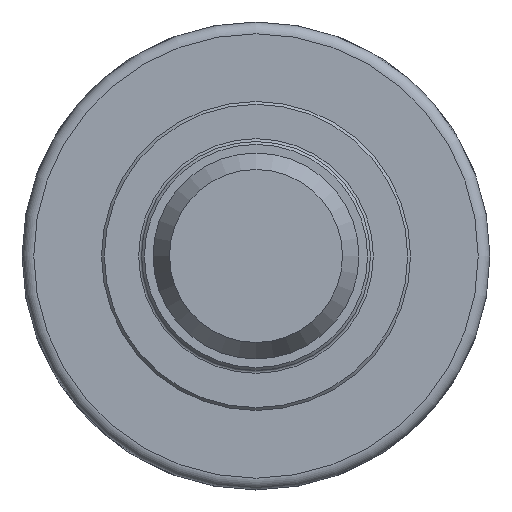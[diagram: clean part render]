
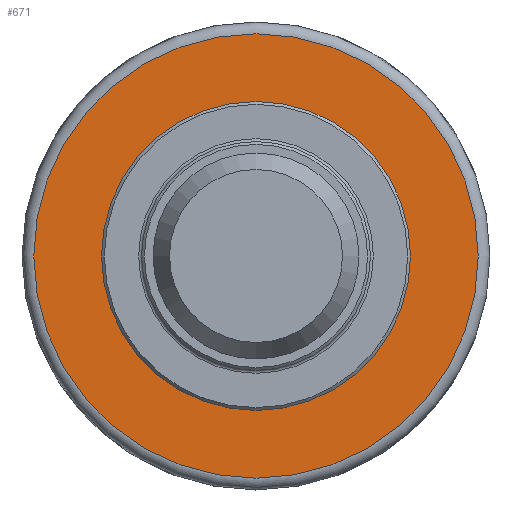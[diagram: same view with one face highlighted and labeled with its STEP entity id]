
A CAD part, left-side view. The second image highlights one B-rep face of the part: STEP entity #671.
In plain terms, the highlighted planar face has unit normal (-1, 0, 0).
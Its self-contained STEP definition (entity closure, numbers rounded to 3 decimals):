
#38=FACE_BOUND('',#124,.T.);
#51=PLANE('',#763);
#77=FACE_OUTER_BOUND('',#123,.T.);
#123=EDGE_LOOP('',(#531,#532));
#124=EDGE_LOOP('',(#533));
#231=CIRCLE('',#760,26.);
#234=CIRCLE('',#764,38.835);
#235=CIRCLE('',#765,38.835);
#305=VERTEX_POINT('',#1207);
#308=VERTEX_POINT('',#1215);
#309=VERTEX_POINT('',#1216);
#388=EDGE_CURVE('',#305,#305,#231,.T.);
#392=EDGE_CURVE('',#308,#309,#234,.T.);
#393=EDGE_CURVE('',#309,#308,#235,.T.);
#531=ORIENTED_EDGE('',*,*,#392,.F.);
#532=ORIENTED_EDGE('',*,*,#393,.F.);
#533=ORIENTED_EDGE('',*,*,#388,.T.);
#671=ADVANCED_FACE('',(#77,#38),#51,.T.);
#760=AXIS2_PLACEMENT_3D('',#1208,#929,#930);
#763=AXIS2_PLACEMENT_3D('',#1214,#936,#937);
#764=AXIS2_PLACEMENT_3D('',#1217,#938,#939);
#765=AXIS2_PLACEMENT_3D('',#1218,#940,#941);
#929=DIRECTION('center_axis',(1.,0.,0.));
#930=DIRECTION('ref_axis',(0.,1.,0.));
#936=DIRECTION('center_axis',(-1.,0.,0.));
#937=DIRECTION('ref_axis',(0.,0.,-1.));
#938=DIRECTION('center_axis',(1.,0.,0.));
#939=DIRECTION('ref_axis',(0.,1.,0.));
#940=DIRECTION('center_axis',(1.,0.,0.));
#941=DIRECTION('ref_axis',(0.,1.,0.));
#1207=CARTESIAN_POINT('',(20.5,-26.,0.));
#1208=CARTESIAN_POINT('Origin',(20.5,0.,0.));
#1214=CARTESIAN_POINT('Origin',(20.5,-35.103,0.));
#1215=CARTESIAN_POINT('',(20.5,-38.835,0.));
#1216=CARTESIAN_POINT('',(20.5,0.,-38.835));
#1217=CARTESIAN_POINT('Origin',(20.5,0.,0.));
#1218=CARTESIAN_POINT('Origin',(20.5,0.,0.));
